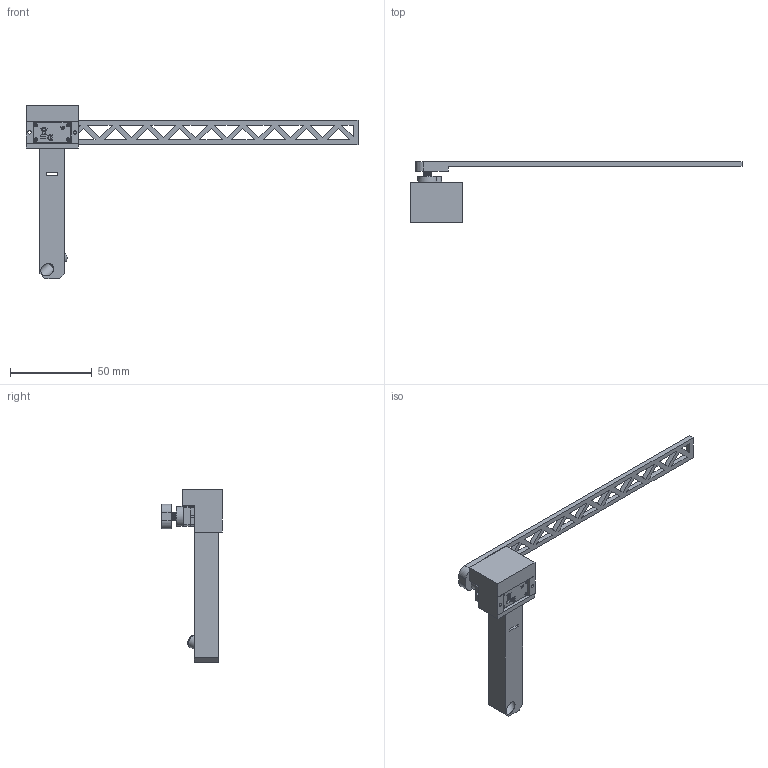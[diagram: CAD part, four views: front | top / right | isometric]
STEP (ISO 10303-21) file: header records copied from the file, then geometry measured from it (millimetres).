
FILE_DESCRIPTION(/* description */ (''),/* implementation_level */ '2;1');
FILE_NAME(/* name */ 'Bomstasjon_2 v4.step',/* time_stamp */ '2023-07-21T15:32:56+02:00',/* author */ (''),/* organization */ (''),/* preprocessor_version */ 'ST-DEVELOPER v19.2',/* originating_system */ 'Autodesk Translation Framework v12.6.0.85',/* authorisation */ '');
FILE_SCHEMA (('AUTOMOTIVE_DESIGN { 1 0 10303 214 3 1 1 }'));
Length unit declared in the file: millimetre
Products named in the file (2): Bomstasjon_2; SG90 - Micro Servo 9g - Tower Pro.1
Assembly tree (1 placements, depth 2):
  Bomstasjon_2
    SG90 - Micro Servo 9g - Tower Pro.1
Bounding box: 203.4 x 37.3 x 106.2 mm (x, y, z)
Volume: 42311.8 mm3; surface area: 23121.5 mm2
Topology: 15 solids, 15 shells, 723 faces, 2475 edges, 1893 vertices
Faces by surface type: plane 533, cylinder 138, torus 25, bspline 23, sphere 2, cone 2
Full cylindrical faces by diameter (mm): 0.2 x1, 0.5 x1, 1 x3, 1.6 x2, 1.8 x4, 2 x6, 2.5 x1, 3 x1, 5 x1, 5.3 x1, 5.5 x1, 7 x1
Entity records: 42594 total; most frequent: CARTESIAN_POINT 21106, ORIENTED_EDGE 4946, DIRECTION 3633, EDGE_CURVE 2473, VERTEX_POINT 1893, LINE 1537, VECTOR 1537, AXIS2_PLACEMENT_3D 1048
